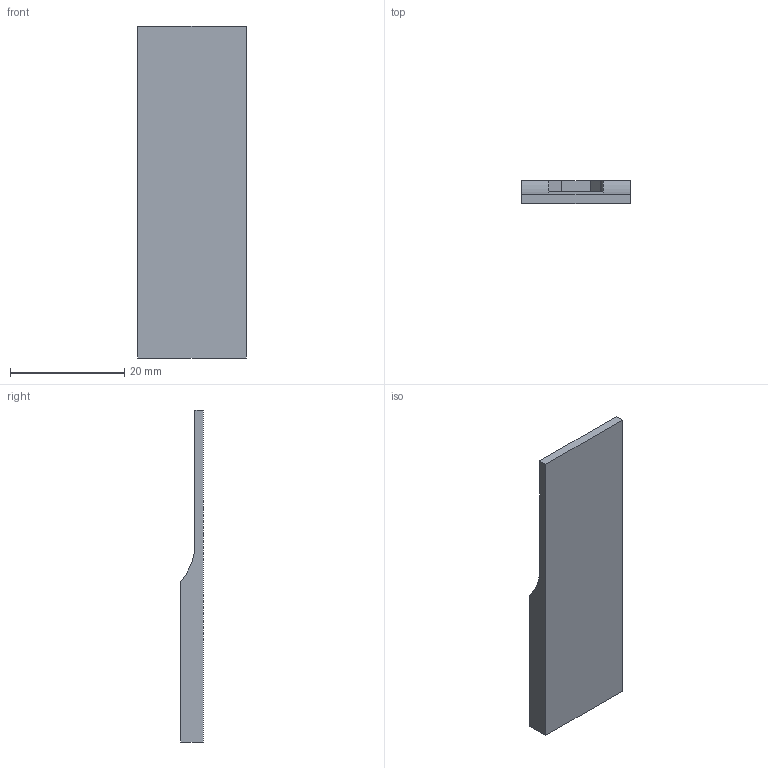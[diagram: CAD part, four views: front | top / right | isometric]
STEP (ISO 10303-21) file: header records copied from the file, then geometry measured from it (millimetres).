
FILE_DESCRIPTION (( 'STEP AP203' ), '1' );
FILE_NAME ('hall_mount_zaProzor_kutijica.STEP', '2023-02-15T18:25:01', ( '' ), ( '' ), 'SwSTEP 2.0', 'SolidWorks 2013', '' );
FILE_SCHEMA (( 'CONFIG_CONTROL_DESIGN' ));
Length unit declared in the file: millimetre
Products named in the file (1): hall_mount_zaProzor_kutijica
Bounding box: 19 x 4 x 58 mm (x, y, z)
Volume: 2481.9 mm3; surface area: 2862 mm2
Topology: 1 solids, 1 shells, 34 faces, 87 edges, 57 vertices
Faces by surface type: plane 27, cylinder 6, bspline 1
Entity records: 1098 total; most frequent: CARTESIAN_POINT 190, ORIENTED_EDGE 174, DIRECTION 164, EDGE_CURVE 87, VECTOR 72, LINE 72, VERTEX_POINT 57, AXIS2_PLACEMENT_3D 46
